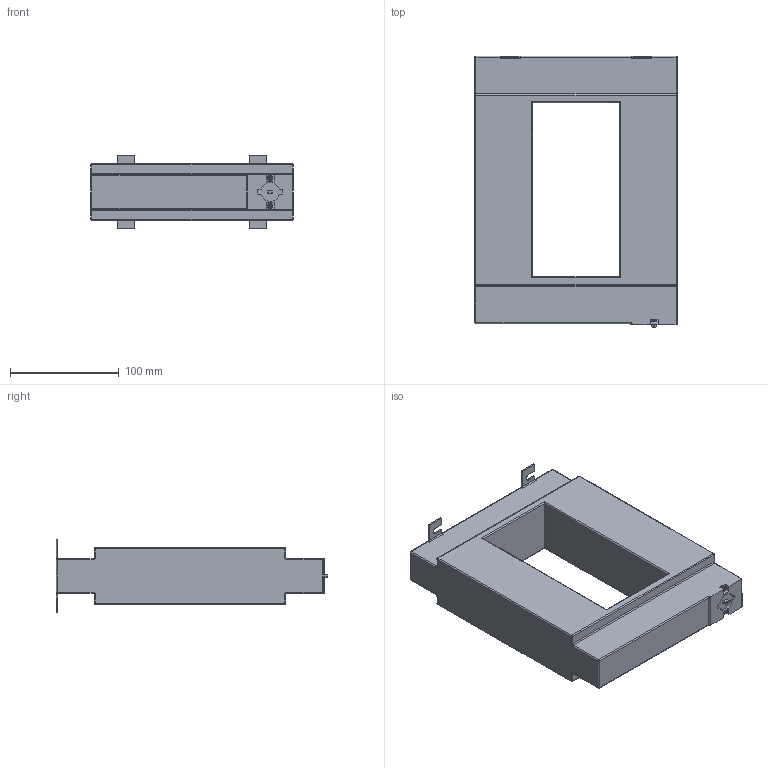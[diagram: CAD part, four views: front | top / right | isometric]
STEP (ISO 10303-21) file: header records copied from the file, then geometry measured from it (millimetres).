
FILE_DESCRIPTION (( 'STEP AP203' ), '1' );
FILE_NAME ('ﾒﾒﾝ-ﾐ 816 2000-5ﾀ.STEP', '2018-05-24T07:13:30', ( '' ), ( '' ), 'SwSTEP 2.0', 'SolidWorks 2017', '' );
FILE_SCHEMA (( 'CONFIG_CONTROL_DESIGN' ));
Length unit declared in the file: millimetre
Products named in the file (1): ﾒﾒﾝ-ﾐ 816 2000-5ﾀ
Bounding box: 186 x 250 x 68 mm (x, y, z)
Volume: 1454609.2 mm3; surface area: 133819.9 mm2
Topology: 1 solids, 1 shells, 221 faces, 561 edges, 332 vertices
Faces by surface type: plane 103, cylinder 82, torus 22, sphere 14
Entity records: 6586 total; most frequent: CARTESIAN_POINT 1275, DIRECTION 1105, ORIENTED_EDGE 1094, EDGE_CURVE 547, AXIS2_PLACEMENT_3D 382, LINE 341, VECTOR 341, VERTEX_POINT 332
